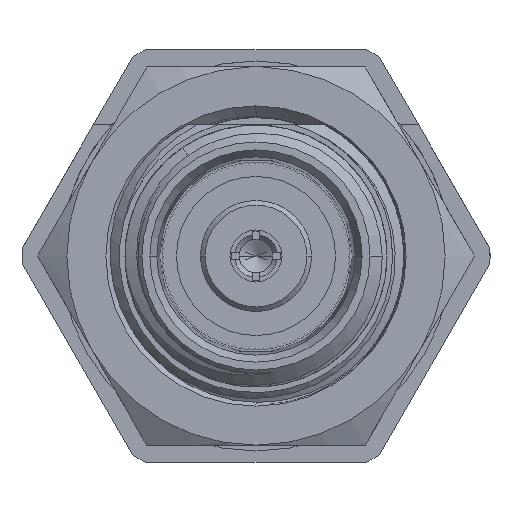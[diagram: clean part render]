
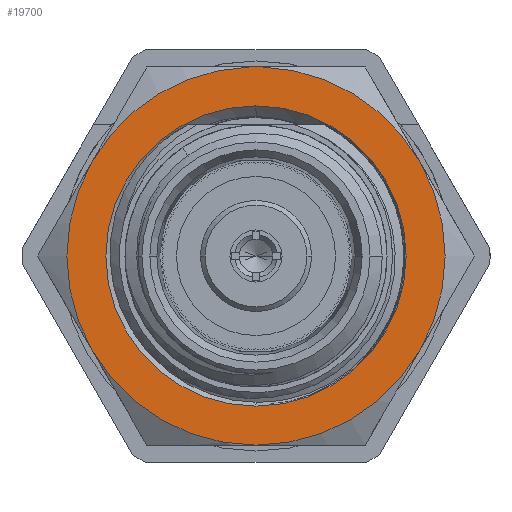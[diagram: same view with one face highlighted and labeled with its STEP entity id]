
A CAD part, left-side view. The second image highlights one B-rep face of the part: STEP entity #19700.
In plain terms, the highlighted planar face has unit normal (-1, 0, 0).
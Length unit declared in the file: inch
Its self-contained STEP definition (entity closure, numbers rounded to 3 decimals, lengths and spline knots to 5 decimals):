
#6377=CARTESIAN_POINT('',(0.4135,0.27276,
0.15748));
#6389=CARTESIAN_POINT('',(0.4135,0.,0.));
#6390=DIRECTION('',(-1.,0.,0.));
#6391=DIRECTION('',(0.,0.866,0.5));
#6392=AXIS2_PLACEMENT_3D('',#6389,#6390,#6391);
#6394=CARTESIAN_POINT('',(0.4135,0.,0.));
#6395=DIRECTION('',(-1.,0.,0.));
#6396=DIRECTION('',(0.,0.032,0.999));
#6397=AXIS2_PLACEMENT_3D('',#6394,#6395,#6396);
#6399=DIRECTION('',(0.,1.,0.));
#6400=VECTOR('',#6399,0.02028);
#6401=CARTESIAN_POINT('',(0.4135,-0.01014,
0.3148));
#6402=LINE('',#6401,#6400);
#6403=CARTESIAN_POINT('',(0.4135,0.,0.));
#6404=DIRECTION('',(-1.,0.,0.));
#6405=DIRECTION('',(0.,-0.866,0.5));
#6406=AXIS2_PLACEMENT_3D('',#6403,#6404,#6405);
#6408=CARTESIAN_POINT('',(0.4135,0.,0.));
#6409=DIRECTION('',(-1.,0.,0.));
#6410=DIRECTION('',(0.,-0.866,-0.5));
#6411=AXIS2_PLACEMENT_3D('',#6408,#6409,#6410);
#6413=CARTESIAN_POINT('',(0.4135,0.,0.));
#6414=DIRECTION('',(-1.,0.,0.));
#6415=DIRECTION('',(0.,0.,1.));
#6416=AXIS2_PLACEMENT_3D('',#6413,#6414,#6415);
#6418=CARTESIAN_POINT('',(0.4135,0.,0.));
#6419=DIRECTION('',(-1.,0.,0.));
#6420=DIRECTION('',(0.,0.,-1.));
#6421=AXIS2_PLACEMENT_3D('',#6418,#6419,#6420);
#6443=CARTESIAN_POINT('',(0.4135,0.27276,
-0.15748));
#6455=CARTESIAN_POINT('',(0.4135,0.,0.));
#6456=DIRECTION('',(-1.,0.,0.));
#6457=DIRECTION('',(0.,0.866,-0.5));
#6458=AXIS2_PLACEMENT_3D('',#6455,#6456,#6457);
#6488=CARTESIAN_POINT('',(0.4135,0.01014,
0.3148));
#6510=CARTESIAN_POINT('',(0.4135,-0.01014,
0.3148));
#6512=CARTESIAN_POINT('',(0.4135,-0.27276,
0.15748));
#6536=CARTESIAN_POINT('',(0.4135,-0.27276,
-0.15748));
#12589=VERTEX_POINT('',#6443);
#12592=VERTEX_POINT('',#6377);
#12594=VERTEX_POINT('',#6488);
#12596=VERTEX_POINT('',#6510);
#12597=VERTEX_POINT('',#6512);
#12599=VERTEX_POINT('',#6536);
#12613=CARTESIAN_POINT('',(0.4135,0.,0.25));
#12614=CARTESIAN_POINT('',(0.4135,0.,-0.25));
#12615=VERTEX_POINT('',#12613);
#12616=VERTEX_POINT('',#12614);
#19677=CARTESIAN_POINT('',(0.4135,0.,0.));
#19678=DIRECTION('',(1.,0.,0.));
#19679=DIRECTION('',(0.,0.,-1.));
#19680=AXIS2_PLACEMENT_3D('',#19677,#19678,#19679);
#19681=PLANE('',#19680);
#19683=ORIENTED_EDGE('',*,*,#19682,.F.);
#19684=ORIENTED_EDGE('',*,*,#19672,.F.);
#19686=ORIENTED_EDGE('',*,*,#19685,.F.);
#19687=ORIENTED_EDGE('',*,*,#19568,.F.);
#19689=ORIENTED_EDGE('',*,*,#19688,.F.);
#19691=ORIENTED_EDGE('',*,*,#19690,.F.);
#19692=EDGE_LOOP('',(#19683,#19684,#19686,#19687,#19689,#19691));
#19693=FACE_OUTER_BOUND('',#19692,.F.);
#19695=ORIENTED_EDGE('',*,*,#19694,.T.);
#19697=ORIENTED_EDGE('',*,*,#19696,.T.);
#19698=EDGE_LOOP('',(#19695,#19697));
#19699=FACE_BOUND('',#19698,.F.);
#19700=ADVANCED_FACE('',(#19693,#19699),#19681,.F.);
#6393=CIRCLE('',#6392,0.31496);
#6398=CIRCLE('',#6397,0.31496);
#6407=CIRCLE('',#6406,0.31496);
#6412=CIRCLE('',#6411,0.31496);
#6417=CIRCLE('',#6416,0.25);
#6422=CIRCLE('',#6421,0.25);
#6459=CIRCLE('',#6458,0.31496);
#19568=EDGE_CURVE('',#12596,#12594,#6402,.T.);
#19672=EDGE_CURVE('',#12592,#12589,#6393,.T.);
#19682=EDGE_CURVE('',#12589,#12599,#6459,.T.);
#19685=EDGE_CURVE('',#12594,#12592,#6398,.T.);
#19688=EDGE_CURVE('',#12597,#12596,#6407,.T.);
#19690=EDGE_CURVE('',#12599,#12597,#6412,.T.);
#19694=EDGE_CURVE('',#12615,#12616,#6417,.T.);
#19696=EDGE_CURVE('',#12616,#12615,#6422,.T.);
